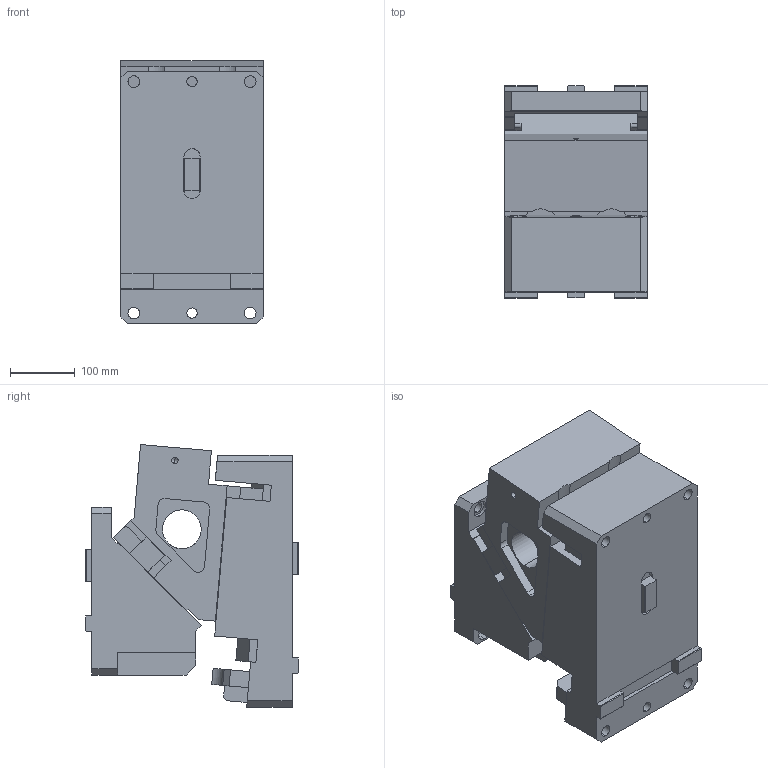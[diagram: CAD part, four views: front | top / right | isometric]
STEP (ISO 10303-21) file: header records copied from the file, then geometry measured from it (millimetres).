
FILE_DESCRIPTION(('CATIA V5 STEP Exchange'),'2;1');
FILE_NAME('CDCV_220_05_70.stp','2015-05-11T15:48:46+00:00',('none'),('none'),'CATIA Version 5 Release 19 SP 2 (IN-10)','CATIA V5 STEP AP203','none');
FILE_SCHEMA(('CONFIG_CONTROL_DESIGN'));
Length unit declared in the file: millimetre
Products named in the file (1): CDCV_220_05_70
Bounding box: 220 x 328 x 406.59 mm (x, y, z)
Volume: 18386082.1 mm3; surface area: 1080903.4 mm2
Topology: 3 solids, 3 shells, 316 faces, 855 edges, 559 vertices
Faces by surface type: plane 233, cylinder 76, cone 6, extrusion 1
Entity records: 10875 total; most frequent: CARTESIAN_POINT 3215, ORIENTED_EDGE 1698, DIRECTION 1305, EDGE_CURVE 849, VECTOR 684, LINE 683, VERTEX_POINT 559, EDGE_LOOP 362
